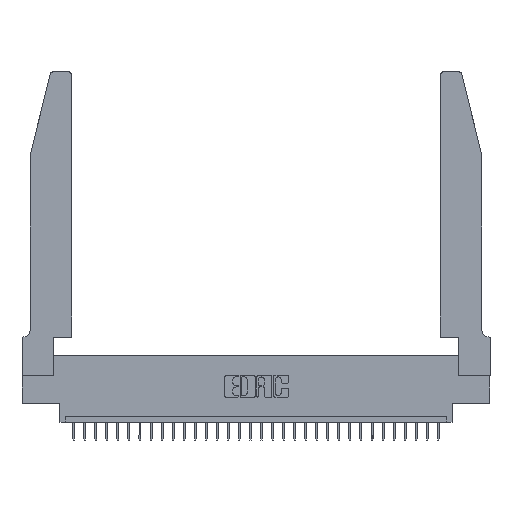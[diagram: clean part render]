
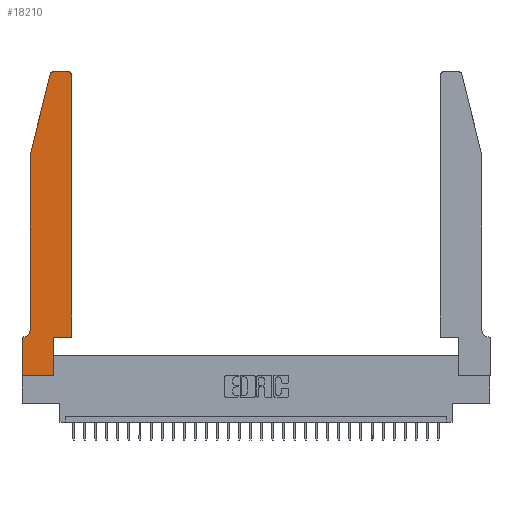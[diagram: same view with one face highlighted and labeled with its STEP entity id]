
A CAD part, top view. The second image highlights one B-rep face of the part: STEP entity #18210.
In plain terms, the highlighted planar face has unit normal (0, 0, 1).
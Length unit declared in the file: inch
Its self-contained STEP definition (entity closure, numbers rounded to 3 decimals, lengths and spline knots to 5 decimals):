
#181 = EDGE_CURVE ( 'NONE', #13905, #25777, #28630, .T. ) ;
#427 = ORIENTED_EDGE ( 'NONE', *, *, #1071, .T. ) ;
#592 = DIRECTION ( 'NONE',  ( 0., 0., 1. ) ) ;
#644 = VERTEX_POINT ( 'NONE', #13778 ) ;
#651 = VECTOR ( 'NONE', #23009, 39.37008 ) ;
#693 = DIRECTION ( 'NONE',  ( 1., 0., 0. ) ) ;
#1071 = EDGE_CURVE ( 'NONE', #30652, #20488, #30845, .T. ) ;
#1413 = CARTESIAN_POINT ( 'NONE',  ( 0.4505, 0.35, 0.37 ) ) ;
#2163 = CARTESIAN_POINT ( 'NONE',  ( 0.4505, 2.72, 0.37 ) ) ;
#2187 = DIRECTION ( 'NONE',  ( 0., 0., 1. ) ) ;
#2428 = DIRECTION ( 'NONE',  ( 0., 1., 0. ) ) ;
#2632 = ORIENTED_EDGE ( 'NONE', *, *, #3717, .T. ) ;
#3328 = DIRECTION ( 'NONE',  ( -1., 0., 0. ) ) ;
#3374 = EDGE_CURVE ( 'NONE', #30859, #644, #21951, .T. ) ;
#3665 = ORIENTED_EDGE ( 'NONE', *, *, #181, .T. ) ;
#3708 = LINE ( 'NONE', #27897, #651 ) ;
#3717 = EDGE_CURVE ( 'NONE', #25777, #20754, #15412, .T. ) ;
#4872 = CARTESIAN_POINT ( 'NONE',  ( 0., 0., 0.37 ) ) ;
#5603 = ORIENTED_EDGE ( 'NONE', *, *, #19046, .T. ) ;
#6419 = LINE ( 'NONE', #27273, #19462 ) ;
#6475 = ORIENTED_EDGE ( 'NONE', *, *, #15113, .T. ) ;
#7132 = VERTEX_POINT ( 'NONE', #4872 ) ;
#7882 = LINE ( 'NONE', #19854, #27387 ) ;
#7965 = ORIENTED_EDGE ( 'NONE', *, *, #19702, .T. ) ;
#9571 = EDGE_CURVE ( 'NONE', #20488, #30872, #6419, .T. ) ;
#10863 = CARTESIAN_POINT ( 'NONE',  ( 0.2865, 0.35, 0.37 ) ) ;
#11401 = LINE ( 'NONE', #25648, #23261 ) ;
#11776 = DIRECTION ( 'NONE',  ( 0., -1., 0. ) ) ;
#13160 = CARTESIAN_POINT ( 'NONE',  ( 0.4205, 2.75, 0.37 ) ) ;
#13414 = CIRCLE ( 'NONE', #25934, 0.03 ) ;
#13778 = CARTESIAN_POINT ( 'NONE',  ( 0.0055, 0.35, 0.37 ) ) ;
#13905 = VERTEX_POINT ( 'NONE', #2163 ) ;
#14074 = VERTEX_POINT ( 'NONE', #30102 ) ;
#14252 = VECTOR ( 'NONE', #19563, 39.37008 ) ;
#14278 = VECTOR ( 'NONE', #3328, 39.37008 ) ;
#14592 = DIRECTION ( 'NONE',  ( 1., 0., 0. ) ) ;
#14619 = LINE ( 'NONE', #14842, #14252 ) ;
#14842 = CARTESIAN_POINT ( 'NONE',  ( 0.0755, 2., 0.37 ) ) ;
#15047 = DIRECTION ( 'NONE',  ( 0., 0., 1. ) ) ;
#15113 = EDGE_CURVE ( 'NONE', #7132, #30652, #15543, .T. ) ;
#15119 = PLANE ( 'NONE',  #24163 ) ;
#15127 = EDGE_LOOP ( 'NONE', ( #2632, #16474, #29669, #7965, #16734, #5603, #25566, #6475, #427, #31430, #28187, #3665 ) ) ;
#15265 = AXIS2_PLACEMENT_3D ( 'NONE', #17005, #15047, #17429 ) ;
#15412 = LINE ( 'NONE', #20654, #14278 ) ;
#15543 = LINE ( 'NONE', #19507, #31165 ) ;
#16251 = DIRECTION ( 'NONE',  ( -1., 0., 0. ) ) ;
#16474 = ORIENTED_EDGE ( 'NONE', *, *, #27247, .T. ) ;
#16673 = EDGE_CURVE ( 'NONE', #22411, #7132, #22707, .T. ) ;
#16734 = ORIENTED_EDGE ( 'NONE', *, *, #3374, .T. ) ;
#16791 = CARTESIAN_POINT ( 'NONE',  ( 0.0055, 0.42, 0.37 ) ) ;
#16823 = CARTESIAN_POINT ( 'NONE',  ( 0., 0., 0.37 ) ) ;
#17005 = CARTESIAN_POINT ( 'NONE',  ( 0.4205, 2.72, 0.37 ) ) ;
#17228 = FACE_OUTER_BOUND ( 'NONE', #15127, .T. ) ;
#17318 = DIRECTION ( 'NONE',  ( 0., 1., 0. ) ) ;
#17429 = DIRECTION ( 'NONE',  ( 1., 0., 0. ) ) ;
#17647 = DIRECTION ( 'NONE',  ( -1., 0., 0. ) ) ;
#18210 = ADVANCED_FACE ( 'NONE', ( #17228 ), #15119, .T. ) ;
#19046 = EDGE_CURVE ( 'NONE', #644, #22411, #11401, .T. ) ;
#19462 = VECTOR ( 'NONE', #21729, 39.37008 ) ;
#19507 = CARTESIAN_POINT ( 'NONE',  ( 0., 0., 0.37 ) ) ;
#19563 = DIRECTION ( 'NONE',  ( -0.239, -0.971, 0. ) ) ;
#19702 = EDGE_CURVE ( 'NONE', #14074, #30859, #3708, .T. ) ;
#19854 = CARTESIAN_POINT ( 'NONE',  ( 0.4505, 0.35, 0.37 ) ) ;
#20166 = EDGE_CURVE ( 'NONE', #30872, #13905, #7882, .T. ) ;
#20488 = VERTEX_POINT ( 'NONE', #10863 ) ;
#20612 = VERTEX_POINT ( 'NONE', #28480 ) ;
#20654 = CARTESIAN_POINT ( 'NONE',  ( 0.2605, 2.75, 0.37 ) ) ;
#20754 = VERTEX_POINT ( 'NONE', #21978 ) ;
#21517 = DIRECTION ( 'NONE',  ( 1., 0., 0. ) ) ;
#21551 = CARTESIAN_POINT ( 'NONE',  ( 0.2865, 0.35, 0.37 ) ) ;
#21729 = DIRECTION ( 'NONE',  ( 1., 0., 0. ) ) ;
#21951 = CIRCLE ( 'NONE', #30439, 0.07 ) ;
#21978 = CARTESIAN_POINT ( 'NONE',  ( 0.284, 2.75, 0.37 ) ) ;
#22411 = VERTEX_POINT ( 'NONE', #29200 ) ;
#22707 = LINE ( 'NONE', #16823, #24221 ) ;
#23009 = DIRECTION ( 'NONE',  ( 0., -1., 0. ) ) ;
#23024 = EDGE_CURVE ( 'NONE', #20612, #14074, #14619, .T. ) ;
#23261 = VECTOR ( 'NONE', #16251, 39.37008 ) ;
#24163 = AXIS2_PLACEMENT_3D ( 'NONE', #27408, #592, #693 ) ;
#24221 = VECTOR ( 'NONE', #11776, 39.37008 ) ;
#24678 = CARTESIAN_POINT ( 'NONE',  ( 0.2865, 0., 0.37 ) ) ;
#25153 = CARTESIAN_POINT ( 'NONE',  ( 0.0755, 0.42, 0.37 ) ) ;
#25566 = ORIENTED_EDGE ( 'NONE', *, *, #16673, .T. ) ;
#25648 = CARTESIAN_POINT ( 'NONE',  ( 0.0755, 0.35, 0.37 ) ) ;
#25777 = VERTEX_POINT ( 'NONE', #13160 ) ;
#25934 = AXIS2_PLACEMENT_3D ( 'NONE', #31627, #2187, #21517 ) ;
#26710 = DIRECTION ( 'NONE',  ( 0., 0., -1. ) ) ;
#27247 = EDGE_CURVE ( 'NONE', #20754, #20612, #13414, .T. ) ;
#27273 = CARTESIAN_POINT ( 'NONE',  ( 0.4505, 0.35, 0.37 ) ) ;
#27387 = VECTOR ( 'NONE', #17318, 39.37008 ) ;
#27408 = CARTESIAN_POINT ( 'NONE',  ( 0., 0.35, 0.37 ) ) ;
#27446 = VECTOR ( 'NONE', #2428, 39.37008 ) ;
#27897 = CARTESIAN_POINT ( 'NONE',  ( 0.0755, 2., 0.37 ) ) ;
#28187 = ORIENTED_EDGE ( 'NONE', *, *, #20166, .T. ) ;
#28480 = CARTESIAN_POINT ( 'NONE',  ( 0.25487, 2.72718, 0.37 ) ) ;
#28630 = CIRCLE ( 'NONE', #15265, 0.03 ) ;
#29200 = CARTESIAN_POINT ( 'NONE',  ( 0., 0.35, 0.37 ) ) ;
#29669 = ORIENTED_EDGE ( 'NONE', *, *, #23024, .T. ) ;
#30102 = CARTESIAN_POINT ( 'NONE',  ( 0.0755, 2., 0.37 ) ) ;
#30439 = AXIS2_PLACEMENT_3D ( 'NONE', #16791, #26710, #17647 ) ;
#30652 = VERTEX_POINT ( 'NONE', #24678 ) ;
#30845 = LINE ( 'NONE', #21551, #27446 ) ;
#30859 = VERTEX_POINT ( 'NONE', #25153 ) ;
#30872 = VERTEX_POINT ( 'NONE', #1413 ) ;
#31165 = VECTOR ( 'NONE', #14592, 39.37008 ) ;
#31430 = ORIENTED_EDGE ( 'NONE', *, *, #9571, .T. ) ;
#31627 = CARTESIAN_POINT ( 'NONE',  ( 0.284, 2.72, 0.37 ) ) ;
